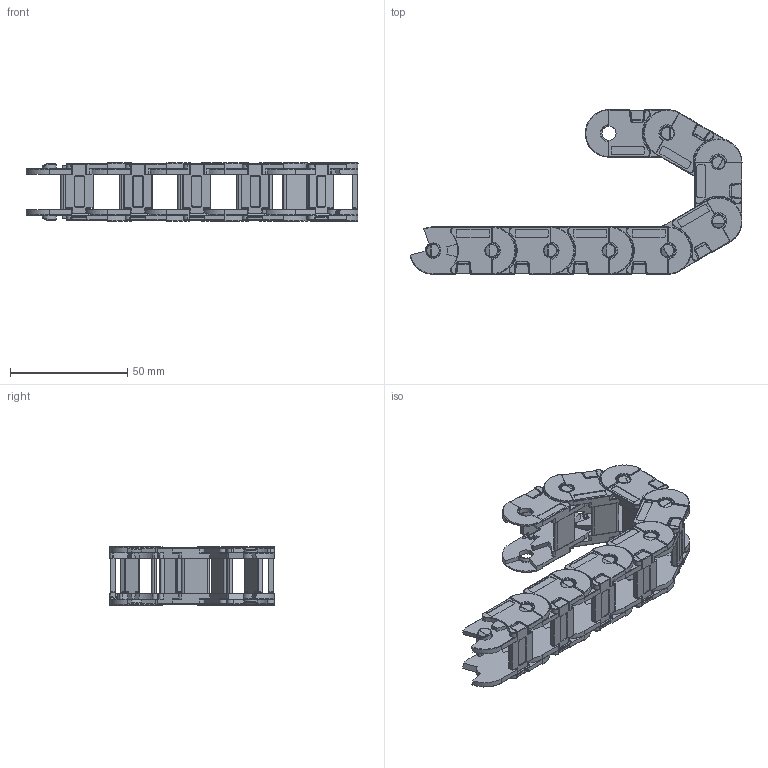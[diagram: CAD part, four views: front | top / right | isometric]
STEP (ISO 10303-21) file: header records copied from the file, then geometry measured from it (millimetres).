
FILE_DESCRIPTION (( 'STEP AP214' ), '1' );
FILE_NAME ('CK15-A015-R025.STEP', '2019-09-02T12:06:05', ( '' ), ( '' ), 'SwSTEP 2.0', 'SolidWorks 2017', '' );
FILE_SCHEMA (( 'AUTOMOTIVE_DESIGN' ));
Length unit declared in the file: millimetre
Products named in the file (2): CK15-A015-R025; CK15X15B
Assembly tree (8 placements, depth 2):
  CK15-A015-R025
    CK15X15B  x8
Bounding box: 141.64 x 70.2 x 25 mm (x, y, z)
Volume: 37471.2 mm3; surface area: 40484.6 mm2
Topology: 16 solids, 16 shells, 2528 faces, 6328 edges, 3744 vertices
Faces by surface type: cylinder 1208, plane 744, torus 280, sphere 200, bspline 80, cone 16
Entity records: 9577 total; most frequent: CARTESIAN_POINT 1997, DIRECTION 1682, ORIENTED_EDGE 1538, EDGE_CURVE 769, AXIS2_PLACEMENT_3D 658, VERTEX_POINT 465, LINE 366, VECTOR 366
